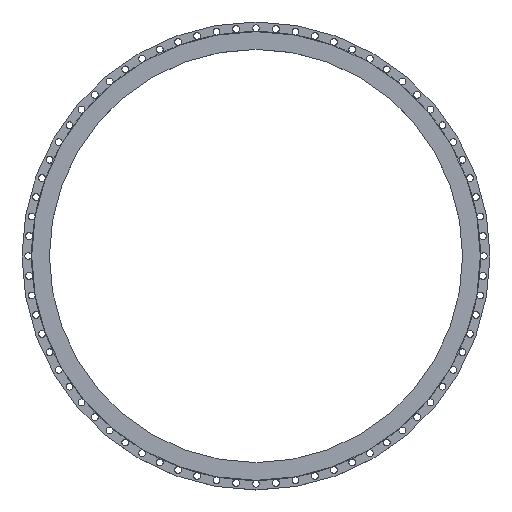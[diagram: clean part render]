
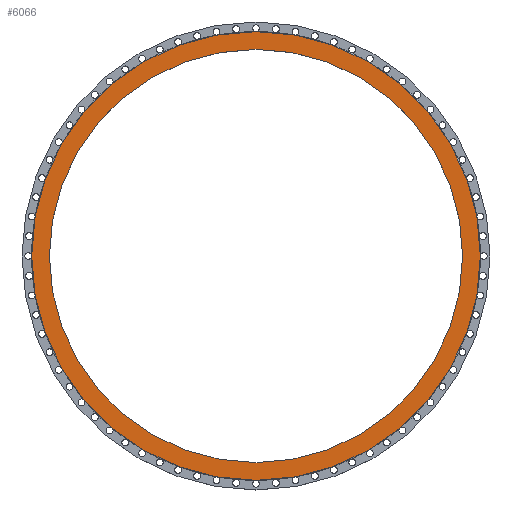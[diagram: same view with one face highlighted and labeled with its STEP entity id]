
A CAD part, top view. The second image highlights one B-rep face of the part: STEP entity #6066.
In plain terms, the highlighted planar face has unit normal (0, 0, 1).
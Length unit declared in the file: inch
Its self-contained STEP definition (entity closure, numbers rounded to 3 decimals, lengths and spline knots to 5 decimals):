
#57 = CARTESIAN_POINT ( 'NONE',  ( 0., 0., 0. ) ) ;
#111 = PLANE ( 'NONE',  #4150 ) ;
#530 = CARTESIAN_POINT ( 'NONE',  ( 0., 0., 0. ) ) ;
#584 = EDGE_CURVE ( 'NONE', #1644, #1165, #1050, .T. ) ;
#785 = ORIENTED_EDGE ( 'NONE', *, *, #4391, .F. ) ;
#807 = VERTEX_POINT ( 'NONE', #5842 ) ;
#1033 = ORIENTED_EDGE ( 'NONE', *, *, #584, .T. ) ;
#1050 = CIRCLE ( 'NONE', #6124, 45.0625 ) ;
#1102 = CARTESIAN_POINT ( 'NONE',  ( 0., 41.5, 0. ) ) ;
#1139 = DIRECTION ( 'NONE',  ( 0., 0., -1. ) ) ;
#1165 = VERTEX_POINT ( 'NONE', #3643 ) ;
#1544 = AXIS2_PLACEMENT_3D ( 'NONE', #6585, #4461, #3365 ) ;
#1622 = CARTESIAN_POINT ( 'NONE',  ( -41.5, 0., 0. ) ) ;
#1644 = VERTEX_POINT ( 'NONE', #4897 ) ;
#1857 = CARTESIAN_POINT ( 'NONE',  ( 0., 0., 0. ) ) ;
#2497 = DIRECTION ( 'NONE',  ( 1., 0., 0. ) ) ;
#2780 = AXIS2_PLACEMENT_3D ( 'NONE', #1857, #6782, #2497 ) ;
#2976 = EDGE_CURVE ( 'NONE', #1165, #1644, #3452, .T. ) ;
#3121 = CIRCLE ( 'NONE', #4712, 41.5 ) ;
#3365 = DIRECTION ( 'NONE',  ( 1., 0., 0. ) ) ;
#3452 = CIRCLE ( 'NONE', #2780, 45.0625 ) ;
#3513 = EDGE_LOOP ( 'NONE', ( #1033, #5345 ) ) ;
#3643 = CARTESIAN_POINT ( 'NONE',  ( -45.0625, 0., 0. ) ) ;
#3765 = DIRECTION ( 'NONE',  ( 1., 0., 0. ) ) ;
#3824 = FACE_BOUND ( 'NONE', #6122, .T. ) ;
#3839 = DIRECTION ( 'NONE',  ( 0., 0., 1. ) ) ;
#4150 = AXIS2_PLACEMENT_3D ( 'NONE', #1102, #1139, #6552 ) ;
#4351 = DIRECTION ( 'NONE',  ( 1., 0., 0. ) ) ;
#4391 = EDGE_CURVE ( 'NONE', #807, #5157, #5605, .T. ) ;
#4461 = DIRECTION ( 'NONE',  ( 0., 0., 1. ) ) ;
#4712 = AXIS2_PLACEMENT_3D ( 'NONE', #530, #4953, #4351 ) ;
#4897 = CARTESIAN_POINT ( 'NONE',  ( 45.0625, 0., 0. ) ) ;
#4953 = DIRECTION ( 'NONE',  ( 0., 0., 1. ) ) ;
#5157 = VERTEX_POINT ( 'NONE', #1622 ) ;
#5345 = ORIENTED_EDGE ( 'NONE', *, *, #2976, .T. ) ;
#5603 = ORIENTED_EDGE ( 'NONE', *, *, #5994, .F. ) ;
#5605 = CIRCLE ( 'NONE', #1544, 41.5 ) ;
#5842 = CARTESIAN_POINT ( 'NONE',  ( 41.5, 0., 0. ) ) ;
#5940 = FACE_OUTER_BOUND ( 'NONE', #3513, .T. ) ;
#5994 = EDGE_CURVE ( 'NONE', #5157, #807, #3121, .T. ) ;
#6066 = ADVANCED_FACE ( 'NONE', ( #3824, #5940 ), #111, .F. ) ;
#6122 = EDGE_LOOP ( 'NONE', ( #785, #5603 ) ) ;
#6124 = AXIS2_PLACEMENT_3D ( 'NONE', #57, #3839, #3765 ) ;
#6552 = DIRECTION ( 'NONE',  ( -1., 0., 0. ) ) ;
#6585 = CARTESIAN_POINT ( 'NONE',  ( 0., 0., 0. ) ) ;
#6782 = DIRECTION ( 'NONE',  ( 0., 0., 1. ) ) ;
